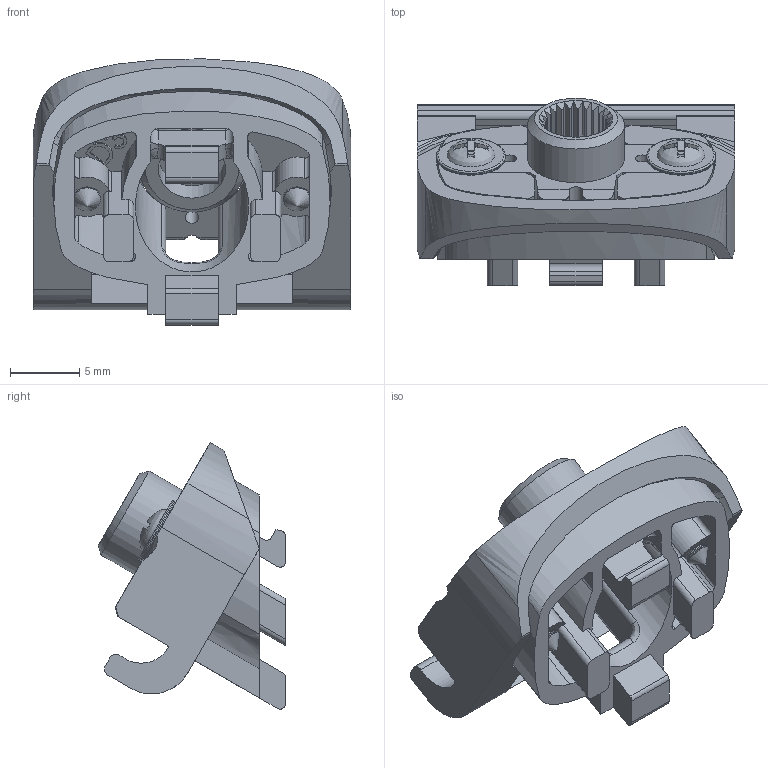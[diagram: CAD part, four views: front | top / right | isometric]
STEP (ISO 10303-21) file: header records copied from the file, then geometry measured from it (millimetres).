
FILE_DESCRIPTION(/* description */ (''),/* implementation_level */ '2;1');
FILE_NAME(/* name */ 'neck.step',/* time_stamp */ '2024-06-14T16:47:03+08:00',/* author */ (''),/* organization */ (''),/* preprocessor_version */ 'ST-DEVELOPER v20',/* originating_system */ 'Autodesk Translation Framework v13.14.0.145',/* authorisation */ '');
FILE_SCHEMA (('AUTOMOTIVE_DESIGN { 1 0 10303 214 3 1 1 }'));
Length unit declared in the file: millimetre
Products named in the file (7): neck; cross; 809-25 v1; screws (1); screwSharp; screwServo v1; neck (1)
Assembly tree (7 placements, depth 4):
  neck
    cross
      809-25 v1
    screws (1)
      screwSharp  x2
        screwServo v1
    neck (1)
Bounding box: 23 x 13.55 x 19.27 mm (x, y, z)
Volume: 1893 mm3; surface area: 3088.7 mm2
Topology: 5 solids, 5 shells, 563 faces, 1608 edges, 1059 vertices
Faces by surface type: cylinder 245, plane 217, bspline 81, torus 15, cone 5
Full cylindrical faces by diameter (mm): 1 x3, 1.478 x12, 1.6 x2, 1.933 x24, 2.2 x1, 4.85 x1, 5 x2, 7 x1, 7.747 x1
Entity records: 20014 total; most frequent: CARTESIAN_POINT 7658, ORIENTED_EDGE 2772, DIRECTION 2263, EDGE_CURVE 1386, VERTEX_POINT 914, AXIS2_PLACEMENT_3D 791, LINE 681, VECTOR 681
